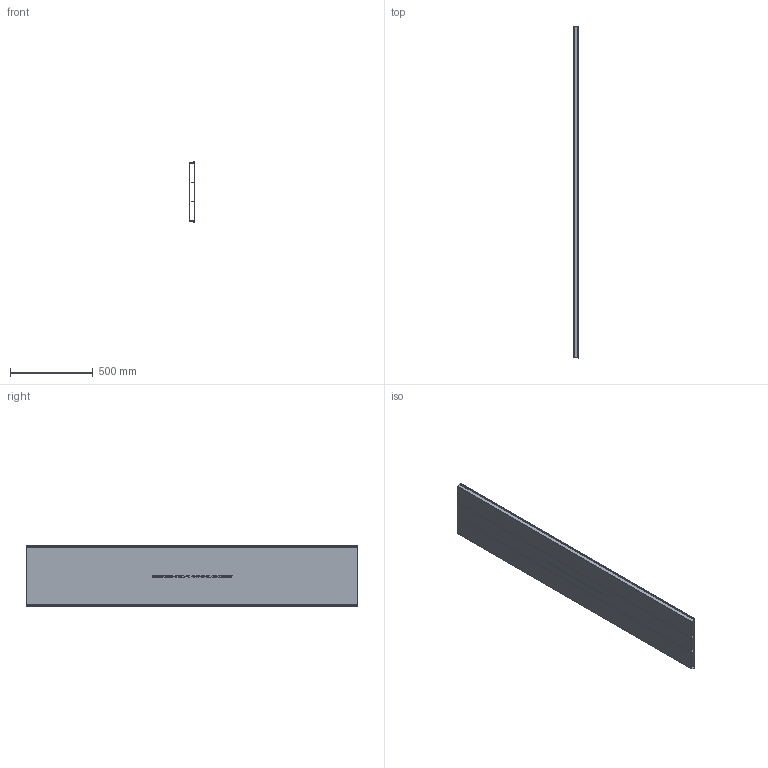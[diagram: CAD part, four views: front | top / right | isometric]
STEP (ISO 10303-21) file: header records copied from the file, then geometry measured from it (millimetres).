
FILE_DESCRIPTION((''),'2;1');
FILE_NAME('7400336_ASM','2013-06-07T',('AndreasKeweloh'),(''),'PRO/ENGINEER BY PARAMETRIC TECHNOLOGY CORPORATION, 2012360','PRO/ENGINEER BY PARAMETRIC TECHNOLOGY CORPORATION, 2012360','');
FILE_SCHEMA(('CONFIG_CONTROL_DESIGN'));
Length unit declared in the file: millimetre
Products named in the file (5): 30003B3T1_7400336T1; 30003B3T2_7400336T2; 42171B_F_R_H___28_MM_; 30003B3_1-7400336_ASM; 7400336_ASM
Assembly tree (5 placements, depth 3):
  7400336_ASM
    30003B3_1-7400336_ASM
      30003B3T1_7400336T1
      30003B3T2_7400336T2
      42171B_F_R_H___28_MM_  x2
Bounding box: 27.61 x 2000 x 370 mm (x, y, z)
Volume: 1457418.9 mm3; surface area: 3552182.6 mm2
Topology: 4 solids, 4 shells, 324 faces, 1048 edges, 856 vertices
Faces by surface type: plane 196, cylinder 128
Entity records: 12216 total; most frequent: CARTESIAN_POINT 2645, ORIENTED_EDGE 2040, DIRECTION 1814, EDGE_CURVE 1020, VERTEX_POINT 840, VECTOR 654, LINE 654, AXIS2_PLACEMENT_3D 580
